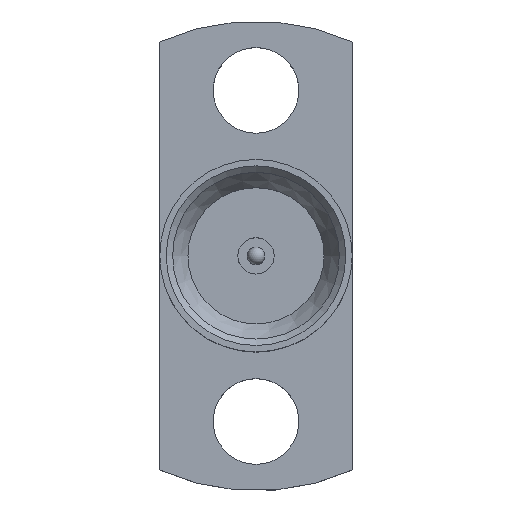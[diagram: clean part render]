
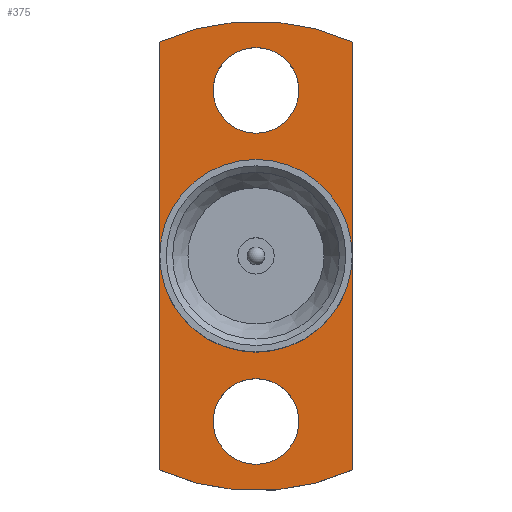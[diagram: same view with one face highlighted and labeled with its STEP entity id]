
A CAD part, top view. The second image highlights one B-rep face of the part: STEP entity #375.
In plain terms, the highlighted planar face has unit normal (0, 0, 1).
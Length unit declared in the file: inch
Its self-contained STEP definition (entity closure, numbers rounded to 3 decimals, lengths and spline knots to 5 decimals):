
#18 = CARTESIAN_POINT ( 'NONE',  ( 0.0825, -0.18219, 0. ) ) ;
#19 = ORIENTED_EDGE ( 'NONE', *, *, #419, .F. ) ;
#31 = FACE_BOUND ( 'NONE', #59, .T. ) ;
#38 = VERTEX_POINT ( 'NONE', #174 ) ;
#41 = EDGE_LOOP ( 'NONE', ( #199, #247, #19, #361 ) ) ;
#59 = EDGE_LOOP ( 'NONE', ( #300 ) ) ;
#66 = AXIS2_PLACEMENT_3D ( 'NONE', #531, #416, #145 ) ;
#73 = DIRECTION ( 'NONE',  ( 0., 0., 1. ) ) ;
#78 = EDGE_CURVE ( 'NONE', #672, #573, #307, .T. ) ;
#88 = DIRECTION ( 'NONE',  ( -1., 0., 0. ) ) ;
#94 = DIRECTION ( 'NONE',  ( 0., 1., 0. ) ) ;
#110 = EDGE_CURVE ( 'NONE', #676, #676, #471, .T. ) ;
#119 = DIRECTION ( 'NONE',  ( 0., 0., 1. ) ) ;
#129 = VERTEX_POINT ( 'NONE', #282 ) ;
#136 = DIRECTION ( 'NONE',  ( 0., 0., -1. ) ) ;
#139 = FACE_BOUND ( 'NONE', #152, .T. ) ;
#145 = DIRECTION ( 'NONE',  ( -1., 0., 0. ) ) ;
#151 = EDGE_CURVE ( 'NONE', #672, #129, #288, .T. ) ;
#152 = EDGE_LOOP ( 'NONE', ( #249 ) ) ;
#163 = AXIS2_PLACEMENT_3D ( 'NONE', #580, #189, #88 ) ;
#174 = CARTESIAN_POINT ( 'NONE',  ( 0.0365, -0.141, 0. ) ) ;
#189 = DIRECTION ( 'NONE',  ( 0., 0., -1. ) ) ;
#192 = VERTEX_POINT ( 'NONE', #18 ) ;
#199 = ORIENTED_EDGE ( 'NONE', *, *, #78, .F. ) ;
#224 = EDGE_CURVE ( 'NONE', #38, #38, #463, .T. ) ;
#228 = DIRECTION ( 'NONE',  ( 0., 0., -1. ) ) ;
#236 = CARTESIAN_POINT ( 'NONE',  ( -0.0825, -0.2, 0. ) ) ;
#247 = ORIENTED_EDGE ( 'NONE', *, *, #151, .T. ) ;
#249 = ORIENTED_EDGE ( 'NONE', *, *, #224, .F. ) ;
#254 = PLANE ( 'NONE',  #495 ) ;
#260 = VERTEX_POINT ( 'NONE', #679 ) ;
#264 = CARTESIAN_POINT ( 'NONE',  ( 0.0825, 0.18219, 0. ) ) ;
#282 = CARTESIAN_POINT ( 'NONE',  ( -0.0825, -0.18219, 0. ) ) ;
#288 = LINE ( 'NONE', #236, #297 ) ;
#293 = DIRECTION ( 'NONE',  ( 0., -1., 0. ) ) ;
#297 = VECTOR ( 'NONE', #293, 39.37008 ) ;
#300 = ORIENTED_EDGE ( 'NONE', *, *, #386, .T. ) ;
#306 = CIRCLE ( 'NONE', #163, 0.082 ) ;
#307 = CIRCLE ( 'NONE', #636, 0.2 ) ;
#349 = DIRECTION ( 'NONE',  ( -1., 0., 0. ) ) ;
#354 = DIRECTION ( 'NONE',  ( 1., 0., 0. ) ) ;
#361 = ORIENTED_EDGE ( 'NONE', *, *, #498, .T. ) ;
#375 = ADVANCED_FACE ( 'NONE', ( #31, #139, #723, #447 ), #254, .F. ) ;
#378 = CARTESIAN_POINT ( 'NONE',  ( 0.0825, -0.2, 0. ) ) ;
#386 = EDGE_CURVE ( 'NONE', #260, #260, #306, .T. ) ;
#402 = CARTESIAN_POINT ( 'NONE',  ( 0., -0.141, 0. ) ) ;
#416 = DIRECTION ( 'NONE',  ( 0., 0., -1. ) ) ;
#419 = EDGE_CURVE ( 'NONE', #192, #129, #550, .T. ) ;
#447 = FACE_OUTER_BOUND ( 'NONE', #41, .T. ) ;
#463 = CIRCLE ( 'NONE', #533, 0.0365 ) ;
#471 = CIRCLE ( 'NONE', #493, 0.0365 ) ;
#479 = ORIENTED_EDGE ( 'NONE', *, *, #110, .F. ) ;
#493 = AXIS2_PLACEMENT_3D ( 'NONE', #668, #119, #512 ) ;
#494 = VECTOR ( 'NONE', #94, 39.37008 ) ;
#495 = AXIS2_PLACEMENT_3D ( 'NONE', #703, #136, #526 ) ;
#498 = EDGE_CURVE ( 'NONE', #192, #573, #666, .T. ) ;
#502 = CARTESIAN_POINT ( 'NONE',  ( -0.0825, 0.18219, 0. ) ) ;
#512 = DIRECTION ( 'NONE',  ( 1., 0., 0. ) ) ;
#526 = DIRECTION ( 'NONE',  ( -1., 0., 0. ) ) ;
#531 = CARTESIAN_POINT ( 'NONE',  ( 0., 0., 0. ) ) ;
#533 = AXIS2_PLACEMENT_3D ( 'NONE', #402, #73, #354 ) ;
#550 = CIRCLE ( 'NONE', #66, 0.2 ) ;
#568 = CARTESIAN_POINT ( 'NONE',  ( 0., 0., 0. ) ) ;
#573 = VERTEX_POINT ( 'NONE', #264 ) ;
#580 = CARTESIAN_POINT ( 'NONE',  ( 0., 0., 0. ) ) ;
#626 = CARTESIAN_POINT ( 'NONE',  ( 0.0365, 0.141, 0. ) ) ;
#636 = AXIS2_PLACEMENT_3D ( 'NONE', #568, #228, #349 ) ;
#666 = LINE ( 'NONE', #378, #494 ) ;
#668 = CARTESIAN_POINT ( 'NONE',  ( 0., 0.141, 0. ) ) ;
#672 = VERTEX_POINT ( 'NONE', #502 ) ;
#676 = VERTEX_POINT ( 'NONE', #626 ) ;
#679 = CARTESIAN_POINT ( 'NONE',  ( -0.082, 0., 0. ) ) ;
#683 = EDGE_LOOP ( 'NONE', ( #479 ) ) ;
#703 = CARTESIAN_POINT ( 'NONE',  ( 0., 0., 0. ) ) ;
#723 = FACE_BOUND ( 'NONE', #683, .T. ) ;
